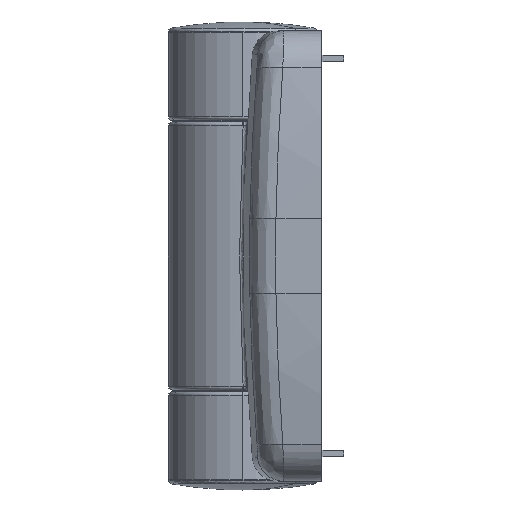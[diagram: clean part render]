
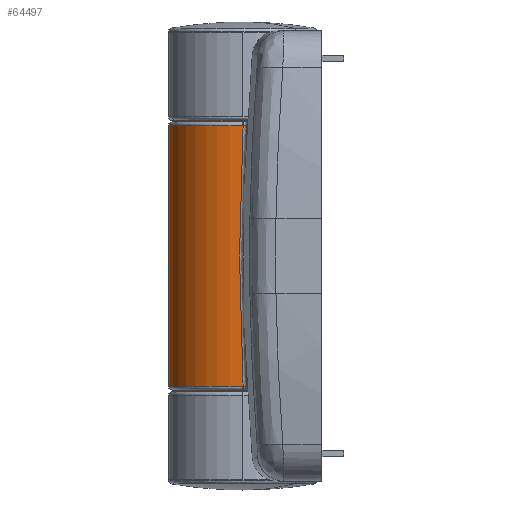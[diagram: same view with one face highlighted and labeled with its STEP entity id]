
A CAD part, left-side view. The second image highlights one B-rep face of the part: STEP entity #64497.
In plain terms, the highlighted cylindrical face has radius 10 mm (diameter 20 mm), a partial arc.
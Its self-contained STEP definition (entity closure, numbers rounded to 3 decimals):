
#317 = ORIENTED_EDGE ( 'NONE', *, *, #18431, .F. ) ;
#394 = ORIENTED_EDGE ( 'NONE', *, *, #7299, .T. ) ;
#400 = CARTESIAN_POINT ( 'NONE',  ( -10., -0.026, -17.5 ) ) ;
#1337 = DIRECTION ( 'NONE',  ( 0., 0., 1. ) ) ;
#1495 = EDGE_CURVE ( 'NONE', #14086, #8772, #29047, .T. ) ;
#1985 = CARTESIAN_POINT ( 'NONE',  ( 0., 0., 17.5 ) ) ;
#2610 = CARTESIAN_POINT ( 'NONE',  ( -10., 0., 17.023 ) ) ;
#2818 = CARTESIAN_POINT ( 'NONE',  ( -10., 0.307, 11.349 ) ) ;
#3028 = CARTESIAN_POINT ( 'NONE',  ( -9.979, 0.613, 0. ) ) ;
#3767 = CARTESIAN_POINT ( 'NONE',  ( -10., 0., -17.023 ) ) ;
#3888 = CARTESIAN_POINT ( 'NONE',  ( -10., 0., 17.5 ) ) ;
#5238 = AXIS2_PLACEMENT_3D ( 'NONE', #1985, #36796, #6949 ) ;
#6849 = EDGE_CURVE ( 'NONE', #8772, #10308, #23582, .T. ) ;
#6949 = DIRECTION ( 'NONE',  ( -1., 0., 0. ) ) ;
#7299 = EDGE_CURVE ( 'NONE', #44803, #14086, #24844, .T. ) ;
#7320 = VERTEX_POINT ( 'NONE', #59391 ) ;
#7345 = LINE ( 'NONE', #46243, #20552 ) ;
#8772 = VERTEX_POINT ( 'NONE', #43120 ) ;
#9780 = VERTEX_POINT ( 'NONE', #10312 ) ;
#10308 = VERTEX_POINT ( 'NONE', #55393 ) ;
#10312 = CARTESIAN_POINT ( 'NONE',  ( 0., -10., 17.5 ) ) ;
#11022 = CARTESIAN_POINT ( 'NONE',  ( 0., 0., -17.5 ) ) ;
#12209 = AXIS2_PLACEMENT_3D ( 'NONE', #11022, #46017, #16024 ) ;
#12236 = DIRECTION ( 'NONE',  ( 0., 0., 1. ) ) ;
#14086 = VERTEX_POINT ( 'NONE', #400 ) ;
#14173 = DIRECTION ( 'NONE',  ( 0., 0., 1. ) ) ;
#16024 = DIRECTION ( 'NONE',  ( 0., -1., 0. ) ) ;
#16845 = CARTESIAN_POINT ( 'NONE',  ( 0., 0., -30. ) ) ;
#18431 = EDGE_CURVE ( 'NONE', #57445, #62265, #56393, .T. ) ;
#19122 = DIRECTION ( 'NONE',  ( 0., 0., 1. ) ) ;
#19437 = B_SPLINE_CURVE_WITH_KNOTS ( 'NONE', 3,
 ( #56368, #56586, #61663, #31533 ),
 .UNSPECIFIED., .F., .F.,
 ( 4, 4 ),
 ( 0., 1. ),
 .UNSPECIFIED. ) ;
#20513 = EDGE_CURVE ( 'NONE', #9780, #61745, #40094, .T. ) ;
#20552 = VECTOR ( 'NONE', #51348, 1000. ) ;
#22904 = AXIS2_PLACEMENT_3D ( 'NONE', #16845, #56802, #47086 ) ;
#23083 = EDGE_CURVE ( 'NONE', #61745, #57445, #54485, .T. ) ;
#23582 = B_SPLINE_CURVE_WITH_KNOTS ( 'NONE', 3,
 ( #3767, #26127, #3028, #2818, #2610 ),
 .UNSPECIFIED., .F., .F.,
 ( 4, 1, 4 ),
 ( 0., 0.5, 1. ),
 .UNSPECIFIED. ) ;
#24418 = ORIENTED_EDGE ( 'NONE', *, *, #33147, .T. ) ;
#24844 = CIRCLE ( 'NONE', #56568, 10. ) ;
#26127 = CARTESIAN_POINT ( 'NONE',  ( -10., 0.307, -11.349 ) ) ;
#26374 = CARTESIAN_POINT ( 'NONE',  ( 10., 0., -17.5 ) ) ;
#27178 = CARTESIAN_POINT ( 'NONE',  ( -10., 0., -17.023 ) ) ;
#27586 = AXIS2_PLACEMENT_3D ( 'NONE', #49174, #19122, #54232 ) ;
#27804 = CARTESIAN_POINT ( 'NONE',  ( -10., -0.009, -17.182 ) ) ;
#28250 = CARTESIAN_POINT ( 'NONE',  ( -10., -0.017, -17.341 ) ) ;
#28886 = CARTESIAN_POINT ( 'NONE',  ( -10., -0.026, -17.5 ) ) ;
#29047 = B_SPLINE_CURVE_WITH_KNOTS ( 'NONE', 3,
 ( #28886, #28250, #27804, #27178 ),
 .UNSPECIFIED., .F., .F.,
 ( 4, 4 ),
 ( 0., 1. ),
 .UNSPECIFIED. ) ;
#29418 = ORIENTED_EDGE ( 'NONE', *, *, #23083, .F. ) ;
#30297 = EDGE_CURVE ( 'NONE', #46329, #44803, #31202, .T. ) ;
#31162 = CARTESIAN_POINT ( 'NONE',  ( 0., 0., -17.5 ) ) ;
#31202 = CIRCLE ( 'NONE', #42889, 10. ) ;
#31508 = ORIENTED_EDGE ( 'NONE', *, *, #1495, .T. ) ;
#31533 = CARTESIAN_POINT ( 'NONE',  ( -10., -0.026, 17.5 ) ) ;
#33147 = EDGE_CURVE ( 'NONE', #7320, #46329, #37575, .T. ) ;
#33427 = AXIS2_PLACEMENT_3D ( 'NONE', #42168, #12236, #47298 ) ;
#34207 = ORIENTED_EDGE ( 'NONE', *, *, #6849, .T. ) ;
#36148 = DIRECTION ( 'NONE',  ( 0., -1., 0. ) ) ;
#36796 = DIRECTION ( 'NONE',  ( 0., 0., 1. ) ) ;
#37575 = CIRCLE ( 'NONE', #12209, 10. ) ;
#38454 = CARTESIAN_POINT ( 'NONE',  ( 10., 0., 17.5 ) ) ;
#40094 = CIRCLE ( 'NONE', #27586, 10. ) ;
#42168 = CARTESIAN_POINT ( 'NONE',  ( 0., 0., 17.5 ) ) ;
#42624 = FACE_OUTER_BOUND ( 'NONE', #61930, .T. ) ;
#42889 = AXIS2_PLACEMENT_3D ( 'NONE', #31162, #1337, #36148 ) ;
#43120 = CARTESIAN_POINT ( 'NONE',  ( -10., 0., -17.023 ) ) ;
#44143 = CARTESIAN_POINT ( 'NONE',  ( 0., 0., -17.5 ) ) ;
#44803 = VERTEX_POINT ( 'NONE', #45876 ) ;
#45276 = EDGE_CURVE ( 'NONE', #7320, #9780, #7345, .T. ) ;
#45783 = EDGE_CURVE ( 'NONE', #10308, #62265, #19437, .T. ) ;
#45876 = CARTESIAN_POINT ( 'NONE',  ( -10., 0., -17.5 ) ) ;
#46017 = DIRECTION ( 'NONE',  ( 0., 0., 1. ) ) ;
#46243 = CARTESIAN_POINT ( 'NONE',  ( 0., -10., 173.991 ) ) ;
#46329 = VERTEX_POINT ( 'NONE', #26374 ) ;
#46403 = ORIENTED_EDGE ( 'NONE', *, *, #45276, .F. ) ;
#47086 = DIRECTION ( 'NONE',  ( 0., -1., 0. ) ) ;
#47298 = DIRECTION ( 'NONE',  ( -1., 0., 0. ) ) ;
#48036 = ORIENTED_EDGE ( 'NONE', *, *, #30297, .T. ) ;
#49174 = CARTESIAN_POINT ( 'NONE',  ( 0., 0., 17.5 ) ) ;
#49235 = DIRECTION ( 'NONE',  ( 0., -1., 0. ) ) ;
#50917 = ORIENTED_EDGE ( 'NONE', *, *, #20513, .F. ) ;
#51348 = DIRECTION ( 'NONE',  ( 0., 0., 1. ) ) ;
#52725 = CARTESIAN_POINT ( 'NONE',  ( -10., -0.026, 17.5 ) ) ;
#54232 = DIRECTION ( 'NONE',  ( -1., 0., 0. ) ) ;
#54485 = CIRCLE ( 'NONE', #5238, 10. ) ;
#55393 = CARTESIAN_POINT ( 'NONE',  ( -10., 0., 17.023 ) ) ;
#56368 = CARTESIAN_POINT ( 'NONE',  ( -10., 0., 17.023 ) ) ;
#56393 = CIRCLE ( 'NONE', #33427, 10. ) ;
#56568 = AXIS2_PLACEMENT_3D ( 'NONE', #44143, #14173, #49235 ) ;
#56586 = CARTESIAN_POINT ( 'NONE',  ( -10., -0.009, 17.182 ) ) ;
#56802 = DIRECTION ( 'NONE',  ( 0., 0., 1. ) ) ;
#57445 = VERTEX_POINT ( 'NONE', #3888 ) ;
#58365 = ORIENTED_EDGE ( 'NONE', *, *, #45783, .T. ) ;
#59391 = CARTESIAN_POINT ( 'NONE',  ( 0., -10., -17.5 ) ) ;
#61663 = CARTESIAN_POINT ( 'NONE',  ( -10., -0.017, 17.341 ) ) ;
#61745 = VERTEX_POINT ( 'NONE', #38454 ) ;
#61930 = EDGE_LOOP ( 'NONE', ( #50917, #46403, #24418, #48036, #394, #31508, #34207, #58365, #317, #29418 ) ) ;
#62265 = VERTEX_POINT ( 'NONE', #52725 ) ;
#63180 = CYLINDRICAL_SURFACE ( 'NONE', #22904, 10. ) ;
#64497 = ADVANCED_FACE ( 'NONE', ( #42624 ), #63180, .T. ) ;
